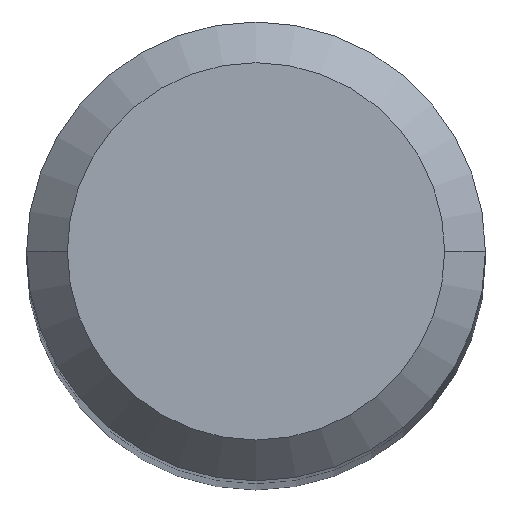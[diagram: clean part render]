
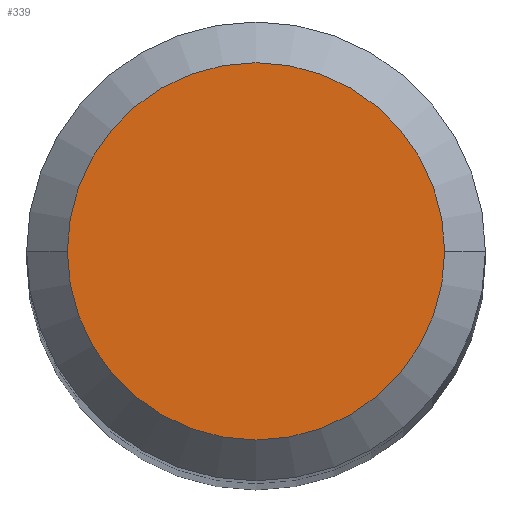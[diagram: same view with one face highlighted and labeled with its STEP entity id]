
A CAD part, top view. The second image highlights one B-rep face of the part: STEP entity #339.
In plain terms, the highlighted planar face has unit normal (0, 0, 1).
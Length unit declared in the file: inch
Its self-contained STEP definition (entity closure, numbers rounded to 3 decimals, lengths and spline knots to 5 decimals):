
#43 = VERTEX_POINT ( 'NONE', #297 ) ;
#57 = EDGE_LOOP ( 'NONE', ( #376, #79 ) ) ;
#79 = ORIENTED_EDGE ( 'NONE', *, *, #126, .T. ) ;
#81 = CARTESIAN_POINT ( 'NONE',  ( 0., 0., 0. ) ) ;
#82 = DIRECTION ( 'NONE',  ( 0., 0., 1. ) ) ;
#108 = VERTEX_POINT ( 'NONE', #323 ) ;
#122 = DIRECTION ( 'NONE',  ( 1., 0., 0. ) ) ;
#126 = EDGE_CURVE ( 'NONE', #43, #108, #252, .T. ) ;
#151 = CIRCLE ( 'NONE', #278, 0.1156 ) ;
#156 = AXIS2_PLACEMENT_3D ( 'NONE', #267, #414, #352 ) ;
#180 = PLANE ( 'NONE',  #221 ) ;
#221 = AXIS2_PLACEMENT_3D ( 'NONE', #81, #275, #367 ) ;
#242 = EDGE_CURVE ( 'NONE', #108, #43, #151, .T. ) ;
#252 = CIRCLE ( 'NONE', #156, 0.1156 ) ;
#267 = CARTESIAN_POINT ( 'NONE',  ( 0., 0., 0. ) ) ;
#275 = DIRECTION ( 'NONE',  ( 0., 0., -1. ) ) ;
#278 = AXIS2_PLACEMENT_3D ( 'NONE', #362, #82, #122 ) ;
#297 = CARTESIAN_POINT ( 'NONE',  ( 0.1156, 0., 0. ) ) ;
#323 = CARTESIAN_POINT ( 'NONE',  ( -0.1156, 0., 0. ) ) ;
#339 = ADVANCED_FACE ( 'NONE', ( #361 ), #180, .F. ) ;
#352 = DIRECTION ( 'NONE',  ( 1., 0., 0. ) ) ;
#361 = FACE_OUTER_BOUND ( 'NONE', #57, .T. ) ;
#362 = CARTESIAN_POINT ( 'NONE',  ( 0., 0., 0. ) ) ;
#367 = DIRECTION ( 'NONE',  ( -1., 0., 0. ) ) ;
#376 = ORIENTED_EDGE ( 'NONE', *, *, #242, .T. ) ;
#414 = DIRECTION ( 'NONE',  ( 0., 0., 1. ) ) ;
